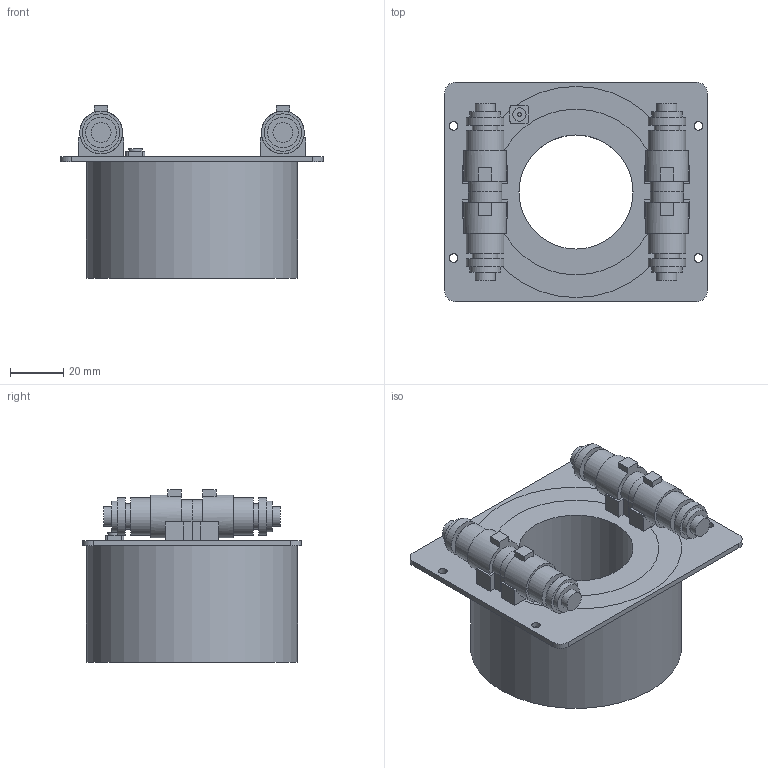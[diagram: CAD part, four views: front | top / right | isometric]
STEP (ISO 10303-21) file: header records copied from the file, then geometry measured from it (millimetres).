
FILE_DESCRIPTION(/* description */ (''),/* implementation_level */ '2;1');
FILE_NAME(/* name */ 'Femto v11.stp',/* time_stamp */ '2025-11-20T16:41:37-03:00',/* author */ ('SPEL'),/* organization */ (''),/* preprocessor_version */ 'ST-DEVELOPER v20.1',/* originating_system */ 'Autodesk Inventor 2026',/* authorisation */ '');
FILE_SCHEMA (('AUTOMOTIVE_DESIGN { 1 0 10303 214 3 1 1 }'));
Length unit declared in the file: millimetre
Products named in the file (3): Femto; PCB; injector carcasa - 3
Assembly tree (5 placements, depth 2):
  Femto
    PCB
    injector carcasa - 3  x4
Bounding box: 98.4 x 82 x 64.5 mm (x, y, z)
Volume: 189911.2 mm3; surface area: 44522.9 mm2
Topology: 6 solids, 6 shells, 156 faces, 355 edges, 234 vertices
Faces by surface type: plane 111, cylinder 44, torus 1
Full cylindrical faces by diameter (mm): 3.2 x4, 5 x1, 7.5 x4, 9.5 x4, 11.5 x4, 14 x8, 16 x4, 42.7 x1, 62 x1, 79 x1
Entity records: 2080 total; most frequent: DIRECTION 342, CARTESIAN_POINT 312, ORIENTED_EDGE 290, EDGE_CURVE 145, AXIS2_PLACEMENT_3D 126, VERTEX_POINT 96, LINE 90, VECTOR 90
